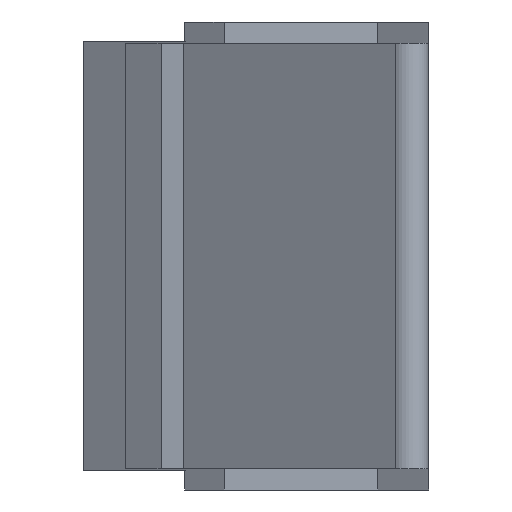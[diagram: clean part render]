
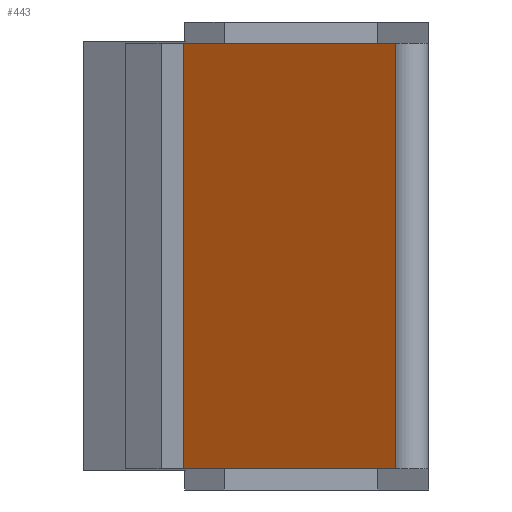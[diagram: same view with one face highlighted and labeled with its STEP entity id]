
A CAD part, front view. The second image highlights one B-rep face of the part: STEP entity #443.
In plain terms, the highlighted planar face has unit normal (-0.544, -0.839, 0).
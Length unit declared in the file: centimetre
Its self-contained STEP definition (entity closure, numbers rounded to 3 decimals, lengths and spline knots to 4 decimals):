
#404=CARTESIAN_POINT('',(4.0847,8.0448,-0.1755));
#405=DIRECTION('',(-0.544,-0.839,0.0));
#406=DIRECTION('',(0.0,0.0,1.0));
#407=AXIS2_PLACEMENT_3D('',#404,#405,#406);
#408=PLANE('',#407);
#409=CARTESIAN_POINT('',(4.3729,7.8577,0.8295));
#410=VERTEX_POINT('',#409);
#411=CARTESIAN_POINT('',(4.8728,7.5333,0.8295));
#412=VERTEX_POINT('',#411);
#413=CARTESIAN_POINT('',(4.3729,7.8577,0.8295));
#414=DIRECTION('',(0.839,-0.544,0.0));
#415=VECTOR('',#414,0.5959);
#416=LINE('',#413,#415);
#417=EDGE_CURVE('',#410,#412,#416,.T.);
#418=ORIENTED_EDGE('',*,*,#417,.F.);
#419=CARTESIAN_POINT('',(4.3729,7.8577,-0.1705));
#420=VERTEX_POINT('',#419);
#421=CARTESIAN_POINT('',(4.3729,7.8577,-0.1705));
#422=DIRECTION('',(0.0,0.0,1.0));
#423=VECTOR('',#422,1.);
#424=LINE('',#421,#423);
#425=EDGE_CURVE('',#420,#410,#424,.T.);
#426=ORIENTED_EDGE('',*,*,#425,.F.);
#427=CARTESIAN_POINT('',(4.8728,7.5333,-0.1705));
#428=VERTEX_POINT('',#427);
#429=CARTESIAN_POINT('',(4.8728,7.5333,-0.1705));
#430=DIRECTION('',(-0.839,0.544,0.0));
#431=VECTOR('',#430,0.5959);
#432=LINE('',#429,#431);
#433=EDGE_CURVE('',#428,#420,#432,.T.);
#434=ORIENTED_EDGE('',*,*,#433,.F.);
#435=CARTESIAN_POINT('',(4.8728,7.5333,-0.1705));
#436=DIRECTION('',(0.0,0.0,1.0));
#437=VECTOR('',#436,1.);
#438=LINE('',#435,#437);
#439=EDGE_CURVE('',#428,#412,#438,.T.);
#440=ORIENTED_EDGE('',*,*,#439,.T.);
#441=EDGE_LOOP('',(#418,#426,#434,#440));
#442=FACE_OUTER_BOUND('',#441,.T.);
#443=ADVANCED_FACE('',(#442),#408,.T.);
